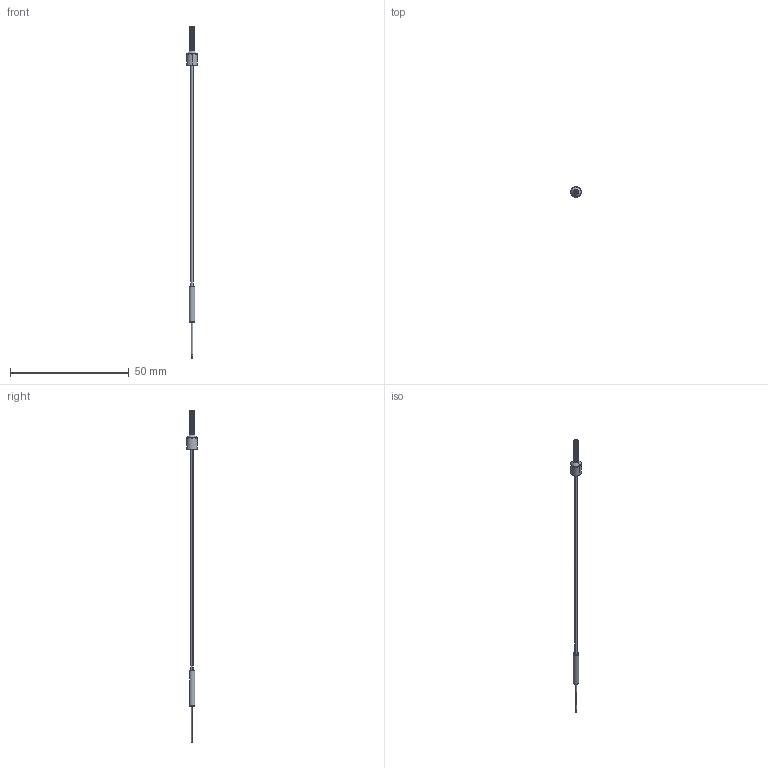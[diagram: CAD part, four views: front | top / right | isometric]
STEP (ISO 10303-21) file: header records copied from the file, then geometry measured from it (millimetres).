
FILE_DESCRIPTION((''),'2;1');
FILE_NAME('203931_ASM','2017-12-06T',('pdmadmin'),('BANNER ENGINEERING'),'CREO PARAMETRIC BY PTC INC, 2016260','CREO PARAMETRIC BY PTC INC, 2016260','');
FILE_SCHEMA(('CONFIG_CONTROL_DESIGN'));
Length unit declared in the file: millimetre
Products named in the file (7): 38428; 126827; 129194; 120717; FIBER_CORE_-5_45_DEG; 804465_ASM; 203931_ASM
Assembly tree (6 placements, depth 3):
  203931_ASM
    804465_ASM
      38428
      126827
      129194
      120717
      FIBER_CORE_-5_45_DEG
Bounding box: 4.6 x 4.6 x 139.75 mm (x, y, z)
Volume: 241.3 mm3; surface area: 859.4 mm2
Topology: 5 solids, 5 shells, 334 faces, 798 edges, 474 vertices
Faces by surface type: cone 144, cylinder 95, torus 76, plane 17, bspline 2
Entity records: 10068 total; most frequent: DIRECTION 2038, CARTESIAN_POINT 1720, ORIENTED_EDGE 1596, AXIS2_PLACEMENT_3D 894, EDGE_CURVE 798, CIRCLE 544, VERTEX_POINT 474, EDGE_LOOP 342
